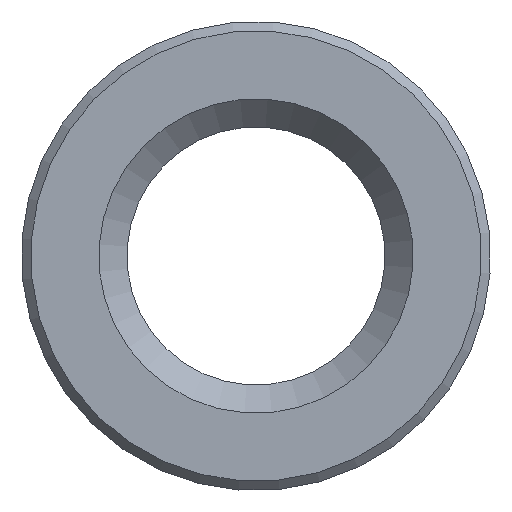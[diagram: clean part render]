
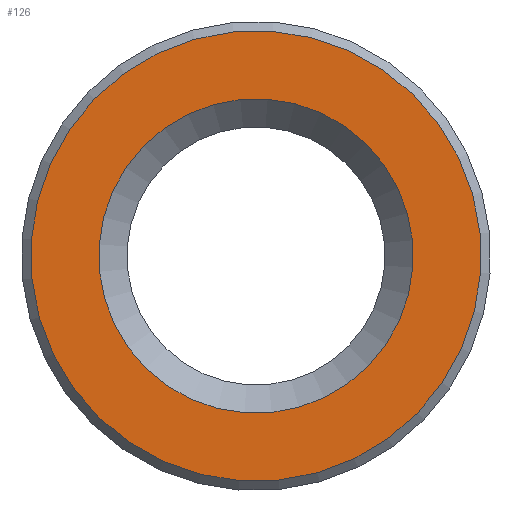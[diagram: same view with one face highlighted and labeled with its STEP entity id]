
A CAD part, left-side view. The second image highlights one B-rep face of the part: STEP entity #126.
In plain terms, the highlighted planar face has unit normal (-1, 0, 0).
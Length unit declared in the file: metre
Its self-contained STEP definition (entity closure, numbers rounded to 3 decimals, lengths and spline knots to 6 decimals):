
#28=ORIENTED_EDGE('',*,*,#49,.T.);
#29=ORIENTED_EDGE('',*,*,#50,.T.);
#49=EDGE_CURVE('',#60,#60,#71,.T.);
#50=EDGE_CURVE('',#61,#61,#72,.F.);
#60=VERTEX_POINT('',#235);
#61=VERTEX_POINT('',#237);
#71=CIRCLE('',#158,0.00335);
#72=CIRCLE('',#159,0.0048);
#83=EDGE_LOOP('',(#28));
#84=EDGE_LOOP('',(#29));
#105=FACE_BOUND('',#83,.T.);
#106=FACE_BOUND('',#84,.T.);
#121=PLANE('',#157);
#126=ADVANCED_FACE('',(#105,#106),#121,.F.);
#157=AXIS2_PLACEMENT_3D('',#233,#192,#193);
#158=AXIS2_PLACEMENT_3D('',#234,#194,#195);
#159=AXIS2_PLACEMENT_3D('',#236,#196,#197);
#192=DIRECTION('',(1.,0.,0.));
#193=DIRECTION('',(0.,-0.272,-0.962));
#194=DIRECTION('',(1.,0.,0.));
#195=DIRECTION('',(0.,-0.272,-0.962));
#196=DIRECTION('',(1.,0.,0.));
#197=DIRECTION('',(0.,-0.272,-0.962));
#233=CARTESIAN_POINT('',(0.0006,0.009003,0.061253));
#234=CARTESIAN_POINT('',(0.0006,0.00975,0.0639));
#235=CARTESIAN_POINT('',(0.0006,0.00884,0.060676));
#236=CARTESIAN_POINT('',(0.0006,0.00975,0.0639));
#237=CARTESIAN_POINT('',(0.0006,0.008446,0.059281));
